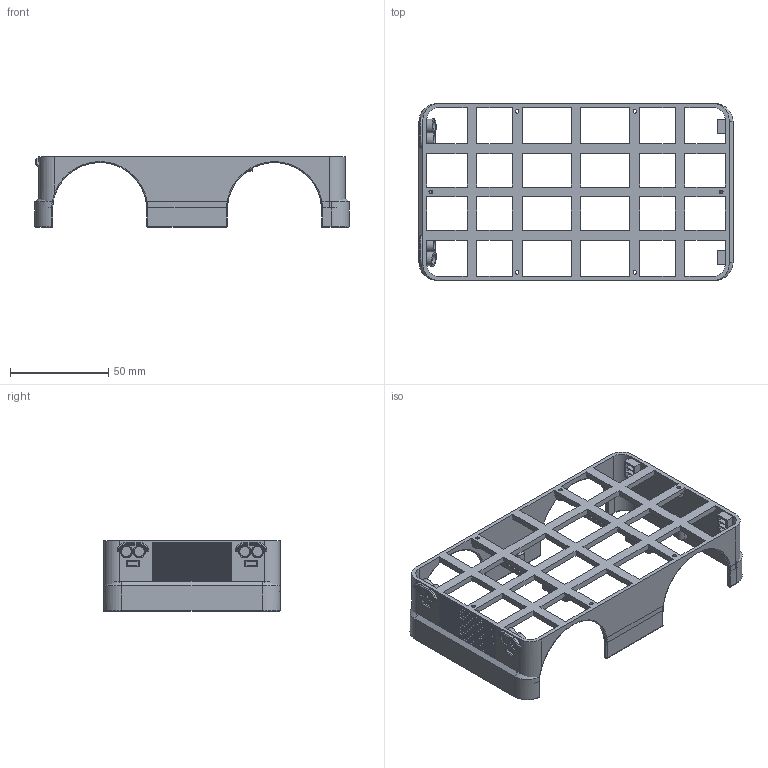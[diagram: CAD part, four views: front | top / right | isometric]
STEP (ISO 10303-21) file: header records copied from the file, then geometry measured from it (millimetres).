
FILE_DESCRIPTION(/* description */ (''),/* implementation_level */ '2;1');
FILE_NAME(/* name */ 'LowerBody.step',/* time_stamp */ '2023-01-29T12:19:24-08:00',/* author */ (''),/* organization */ (''),/* preprocessor_version */ 'ST-DEVELOPER v19',/* originating_system */ 'Autodesk Translation Framework v11.7.0.108',/* authorisation */ '');
FILE_SCHEMA (('AUTOMOTIVE_DESIGN { 1 0 10303 214 3 1 1 }'));
Length unit declared in the file: millimetre
Products named in the file (1): LowerBody
Bounding box: 160 x 90 x 36 mm (x, y, z)
Volume: 38849.8 mm3; surface area: 46663.1 mm2
Topology: 23 solids, 23 shells, 946 faces, 2158 edges, 1276 vertices
Faces by surface type: plane 600, cylinder 190, torus 78, bspline 42, sphere 24, cone 12
Full cylindrical faces by diameter (mm): 1.8 x16, 5 x6, 5.25 x12, 7.25 x1
Entity records: 28040 total; most frequent: CARTESIAN_POINT 6730, DIRECTION 4354, ORIENTED_EDGE 4316, EDGE_CURVE 2158, LINE 1496, VECTOR 1496, AXIS2_PLACEMENT_3D 1429, VERTEX_POINT 1276
